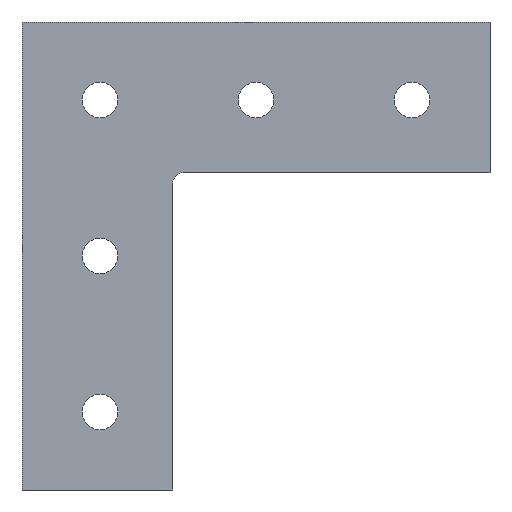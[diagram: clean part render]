
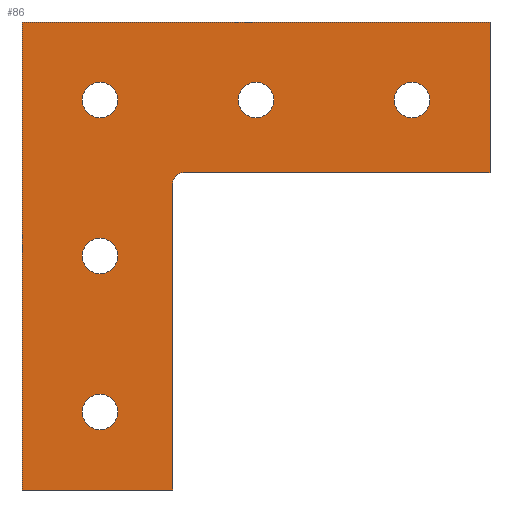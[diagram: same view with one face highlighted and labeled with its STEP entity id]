
A CAD part, front view. The second image highlights one B-rep face of the part: STEP entity #86.
In plain terms, the highlighted planar face has unit normal (0, -1, 0).
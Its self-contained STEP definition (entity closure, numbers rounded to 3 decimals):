
#86 = ADVANCED_FACE( '', ( #120, #121, #122, #123, #124, #125 ), #126, .F. );
#120 = FACE_BOUND( '', #163, .T. );
#121 = FACE_BOUND( '', #164, .T. );
#122 = FACE_BOUND( '', #165, .T. );
#123 = FACE_BOUND( '', #166, .T. );
#124 = FACE_BOUND( '', #167, .T. );
#125 = FACE_OUTER_BOUND( '', #168, .T. );
#126 = PLANE( '', #169 );
#163 = EDGE_LOOP( '', ( #255 ) );
#164 = EDGE_LOOP( '', ( #256 ) );
#165 = EDGE_LOOP( '', ( #257 ) );
#166 = EDGE_LOOP( '', ( #258 ) );
#167 = EDGE_LOOP( '', ( #259 ) );
#168 = EDGE_LOOP( '', ( #260, #261, #262, #263, #264, #265, #266 ) );
#169 = AXIS2_PLACEMENT_3D( '', #267, #268, #269 );
#255 = ORIENTED_EDGE( '', *, *, #305, .T. );
#256 = ORIENTED_EDGE( '', *, *, #309, .T. );
#257 = ORIENTED_EDGE( '', *, *, #310, .T. );
#258 = ORIENTED_EDGE( '', *, *, #308, .T. );
#259 = ORIENTED_EDGE( '', *, *, #307, .T. );
#260 = ORIENTED_EDGE( '', *, *, #290, .F. );
#261 = ORIENTED_EDGE( '', *, *, #296, .F. );
#262 = ORIENTED_EDGE( '', *, *, #306, .F. );
#263 = ORIENTED_EDGE( '', *, *, #284, .T. );
#264 = ORIENTED_EDGE( '', *, *, #280, .F. );
#265 = ORIENTED_EDGE( '', *, *, #287, .F. );
#266 = ORIENTED_EDGE( '', *, *, #294, .F. );
#267 = CARTESIAN_POINT( '', ( 31., 0., -31. ) );
#268 = DIRECTION( '', ( 0., 1., 0. ) );
#269 = DIRECTION( '', ( 0., 0., 1. ) );
#280 = EDGE_CURVE( '', #311, #312, #313, .T. );
#284 = EDGE_CURVE( '', #319, #312, #320, .T. );
#287 = EDGE_CURVE( '', #324, #311, #325, .T. );
#290 = EDGE_CURVE( '', #329, #330, #331, .T. );
#294 = EDGE_CURVE( '', #330, #324, #337, .T. );
#296 = EDGE_CURVE( '', #339, #329, #340, .T. );
#305 = EDGE_CURVE( '', #355, #355, #356, .T. );
#306 = EDGE_CURVE( '', #319, #339, #357, .T. );
#307 = EDGE_CURVE( '', #358, #358, #359, .T. );
#308 = EDGE_CURVE( '', #360, #360, #361, .T. );
#309 = EDGE_CURVE( '', #362, #362, #363, .T. );
#310 = EDGE_CURVE( '', #364, #364, #365, .T. );
#311 = VERTEX_POINT( '', #366 );
#312 = VERTEX_POINT( '', #367 );
#313 = LINE( '', #368, #369 );
#319 = VERTEX_POINT( '', #378 );
#320 = CIRCLE( '', #379, 2. );
#324 = VERTEX_POINT( '', #384 );
#325 = LINE( '', #385, #386 );
#329 = VERTEX_POINT( '', #392 );
#330 = VERTEX_POINT( '', #393 );
#331 = LINE( '', #394, #395 );
#337 = LINE( '', #404, #405 );
#339 = VERTEX_POINT( '', #408 );
#340 = LINE( '', #409, #410 );
#355 = VERTEX_POINT( '', #428 );
#356 = CIRCLE( '', #429, 3.405 );
#357 = LINE( '', #430, #431 );
#358 = VERTEX_POINT( '', #432 );
#359 = CIRCLE( '', #433, 3.405 );
#360 = VERTEX_POINT( '', #434 );
#361 = CIRCLE( '', #435, 3.405 );
#362 = VERTEX_POINT( '', #436 );
#363 = CIRCLE( '', #437, 3.405 );
#364 = VERTEX_POINT( '', #438 );
#365 = CIRCLE( '', #439, 3.405 );
#366 = CARTESIAN_POINT( '', ( 90., 0., -29. ) );
#367 = CARTESIAN_POINT( '', ( 31., 0., -29. ) );
#368 = CARTESIAN_POINT( '', ( 90., 0., -29. ) );
#369 = VECTOR( '', #440, 1000. );
#378 = CARTESIAN_POINT( '', ( 29., 0., -31. ) );
#379 = AXIS2_PLACEMENT_3D( '', #444, #445, #446 );
#384 = CARTESIAN_POINT( '', ( 90., 0., 0. ) );
#385 = CARTESIAN_POINT( '', ( 90., 0., 0. ) );
#386 = VECTOR( '', #451, 1000. );
#392 = CARTESIAN_POINT( '', ( 0., 0., -90. ) );
#393 = CARTESIAN_POINT( '', ( 0., 0., 0. ) );
#394 = CARTESIAN_POINT( '', ( 0., 0., -90. ) );
#395 = VECTOR( '', #454, 1000. );
#404 = CARTESIAN_POINT( '', ( 0., 0., 0. ) );
#405 = VECTOR( '', #458, 1000. );
#408 = CARTESIAN_POINT( '', ( 29., 0., -90. ) );
#409 = CARTESIAN_POINT( '', ( 29., 0., -90. ) );
#410 = VECTOR( '', #460, 1000. );
#428 = CARTESIAN_POINT( '', ( 18.405, 0., -75. ) );
#429 = AXIS2_PLACEMENT_3D( '', #479, #480, #481 );
#430 = CARTESIAN_POINT( '', ( 29., 0., -31. ) );
#431 = VECTOR( '', #482, 1000. );
#432 = CARTESIAN_POINT( '', ( 78.405, 0., -15. ) );
#433 = AXIS2_PLACEMENT_3D( '', #483, #484, #485 );
#434 = CARTESIAN_POINT( '', ( 48.405, 0., -15. ) );
#435 = AXIS2_PLACEMENT_3D( '', #486, #487, #488 );
#436 = CARTESIAN_POINT( '', ( 18.405, 0., -45. ) );
#437 = AXIS2_PLACEMENT_3D( '', #489, #490, #491 );
#438 = CARTESIAN_POINT( '', ( 18.405, 0., -15. ) );
#439 = AXIS2_PLACEMENT_3D( '', #492, #493, #494 );
#440 = DIRECTION( '', ( -1., 0., 0. ) );
#444 = CARTESIAN_POINT( '', ( 31., 0., -31. ) );
#445 = DIRECTION( '', ( 0., 1., 0. ) );
#446 = DIRECTION( '', ( 1., 0., 0. ) );
#451 = DIRECTION( '', ( 0., 0., -1. ) );
#454 = DIRECTION( '', ( 0., 0., 1. ) );
#458 = DIRECTION( '', ( 1., 0., 0. ) );
#460 = DIRECTION( '', ( -1., 0., 0. ) );
#479 = CARTESIAN_POINT( '', ( 15., 0., -75. ) );
#480 = DIRECTION( '', ( 0., 1., 0. ) );
#481 = DIRECTION( '', ( 1., 0., 0. ) );
#482 = DIRECTION( '', ( 0., 0., -1. ) );
#483 = CARTESIAN_POINT( '', ( 75., 0., -15. ) );
#484 = DIRECTION( '', ( 0., 1., 0. ) );
#485 = DIRECTION( '', ( 1., 0., 0. ) );
#486 = CARTESIAN_POINT( '', ( 45., 0., -15. ) );
#487 = DIRECTION( '', ( 0., 1., 0. ) );
#488 = DIRECTION( '', ( 1., 0., 0. ) );
#489 = CARTESIAN_POINT( '', ( 15., 0., -45. ) );
#490 = DIRECTION( '', ( 0., 1., 0. ) );
#491 = DIRECTION( '', ( 1., 0., 0. ) );
#492 = CARTESIAN_POINT( '', ( 15., 0., -15. ) );
#493 = DIRECTION( '', ( 0., 1., 0. ) );
#494 = DIRECTION( '', ( 1., 0., 0. ) );
